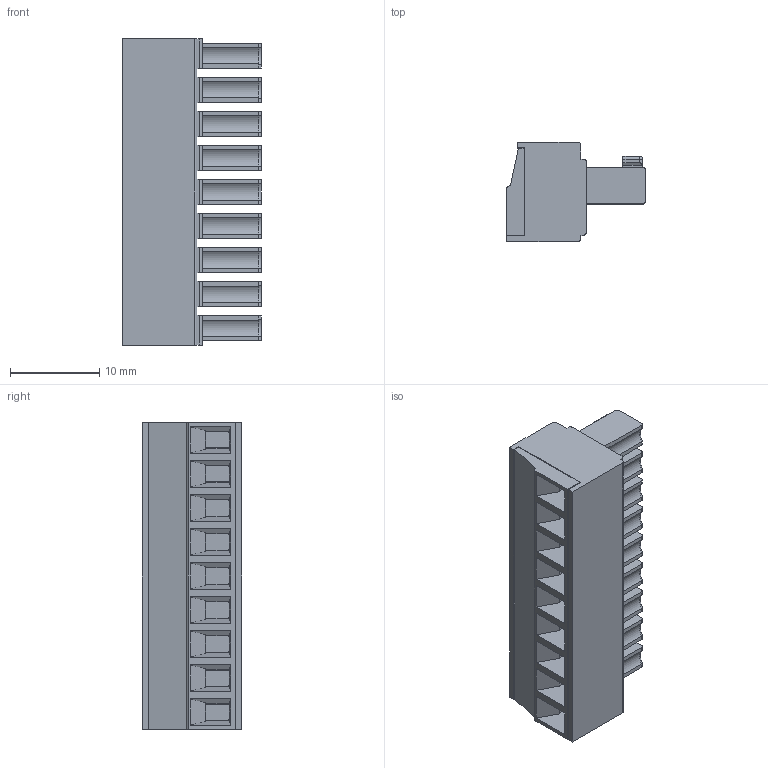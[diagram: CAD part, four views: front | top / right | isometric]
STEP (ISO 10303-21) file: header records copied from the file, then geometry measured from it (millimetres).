
FILE_DESCRIPTION(('STEP AP214'),'1');
FILE_NAME('SH09-3,81.stp','2018-11-19T09:30:07',(' '),(' '),'Spatial InterOp 3D',' ',' ');
FILE_SCHEMA(('AUTOMOTIVE_DESIGN { 1 0 10303 214 1 1 1 1 }'));
Length unit declared in the file: metre
Products named in the file (1): 1
Bounding box: 15.5 x 11.1 x 34.29 mm (x, y, z)
Volume: 3203.4 mm3; surface area: 3679.8 mm2
Topology: 1 solids, 1 shells, 694 faces, 1833 edges, 1166 vertices
Faces by surface type: plane 465, cylinder 157, torus 27, cone 27, sphere 18
Full cylindrical faces by diameter (mm): 1.2 x9, 2.8 x9, 3 x9
Entity records: 26448 total; most frequent: CARTESIAN_POINT 4075, ORIENTED_EDGE 3464, DIRECTION 3414, EDGE_CURVE 1732, LINE 1288, VECTOR 1288, VERTEX_POINT 1137, AXIS2_PLACEMENT_3D 1063
